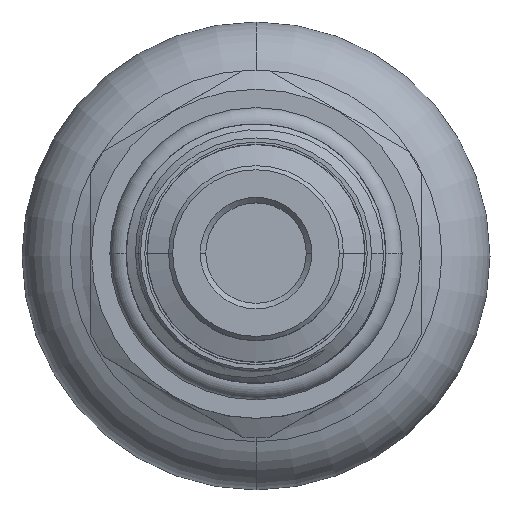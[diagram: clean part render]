
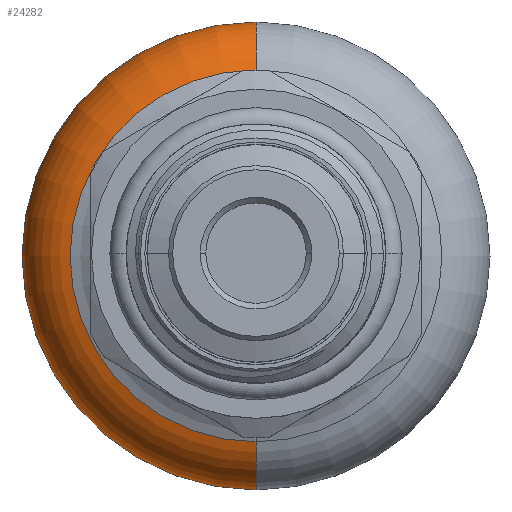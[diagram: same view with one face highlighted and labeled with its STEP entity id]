
A CAD part, top view. The second image highlights one B-rep face of the part: STEP entity #24282.
In plain terms, the highlighted toroidal (fillet/blend) face has major radius 12 mm and minor radius 5 mm.
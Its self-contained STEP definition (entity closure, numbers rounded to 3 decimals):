
#439 = EDGE_LOOP ( 'NONE', ( #1432, #1433, #1434, #1435 ) ) ;
#1432 = ORIENTED_EDGE ( 'NONE', *, *, #23462, .F. ) ;
#1433 = ORIENTED_EDGE ( 'NONE', *, *, #9818, .T. ) ;
#1434 = ORIENTED_EDGE ( 'NONE', *, *, #23456, .T. ) ;
#1435 = ORIENTED_EDGE ( 'NONE', *, *, #23505, .F. ) ;
#6938 = CARTESIAN_POINT ( 'NONE',  ( 0., 0., -80.515 ) ) ;
#6939 = DIRECTION ( 'NONE',  ( 0., 0., 1. ) ) ;
#6940 = DIRECTION ( 'NONE',  ( 0., -1., 0. ) ) ;
#8262 = CARTESIAN_POINT ( 'NONE',  ( 0., -12., -76.209 ) ) ;
#8263 = DIRECTION ( 'NONE',  ( -1., 0., 0. ) ) ;
#8264 = DIRECTION ( 'NONE',  ( 0., 0., 1. ) ) ;
#8293 = CARTESIAN_POINT ( 'NONE',  ( 0., 12., -76.209 ) ) ;
#8294 = DIRECTION ( 'NONE',  ( 1., 0., 0. ) ) ;
#8295 = DIRECTION ( 'NONE',  ( 0., 0., -1. ) ) ;
#8474 = CARTESIAN_POINT ( 'NONE',  ( 0., 0., -71.439 ) ) ;
#8475 = DIRECTION ( 'NONE',  ( 0., 0., 1. ) ) ;
#8476 = DIRECTION ( 'NONE',  ( 0., -1., 0. ) ) ;
#9818 = EDGE_CURVE ( 'NONE', #24126, #24114, #20204, .T. ) ;
#10130 = AXIS2_PLACEMENT_3D ( 'NONE', #6938, #6939, #6940 ) ;
#10238 = AXIS2_PLACEMENT_3D ( 'NONE', #8262, #8263, #8264 ) ;
#10246 = AXIS2_PLACEMENT_3D ( 'NONE', #8293, #8294, #8295 ) ;
#10294 = AXIS2_PLACEMENT_3D ( 'NONE', #8474, #8475, #8476 ) ;
#10930 = AXIS2_PLACEMENT_3D ( 'NONE', #16925, #16923, #16928 ) ;
#10981 = FACE_OUTER_BOUND ( 'NONE', #439, .T. ) ;
#10986 = TOROIDAL_SURFACE ( 'NONE', #10930, 12., 5. ) ;
#11854 = CARTESIAN_POINT ( 'NONE',  ( 0., -13.5, -71.439 ) ) ;
#12098 = CARTESIAN_POINT ( 'NONE',  ( 0., -14.541, -80.515 ) ) ;
#12110 = CARTESIAN_POINT ( 'NONE',  ( 0., 14.541, -80.515 ) ) ;
#16923 = DIRECTION ( 'NONE',  ( 0., 0., 1. ) ) ;
#16925 = CARTESIAN_POINT ( 'NONE',  ( 0., 0., -76.209 ) ) ;
#16928 = DIRECTION ( 'NONE',  ( 0., -1., 0. ) ) ;
#20204 = CIRCLE ( 'NONE', #10130, 14.541 ) ;
#20361 = CIRCLE ( 'NONE', #10238, 5. ) ;
#20366 = CIRCLE ( 'NONE', #10246, 5. ) ;
#20413 = CIRCLE ( 'NONE', #10294, 13.5 ) ;
#23046 = CARTESIAN_POINT ( 'NONE',  ( 0., 13.5, -71.439 ) ) ;
#23456 = EDGE_CURVE ( 'NONE', #24114, #23869, #20361, .T. ) ;
#23462 = EDGE_CURVE ( 'NONE', #24126, #24588, #20366, .T. ) ;
#23505 = EDGE_CURVE ( 'NONE', #24588, #23869, #20413, .T. ) ;
#23869 = VERTEX_POINT ( 'NONE', #11854 ) ;
#24114 = VERTEX_POINT ( 'NONE', #12098 ) ;
#24126 = VERTEX_POINT ( 'NONE', #12110 ) ;
#24282 = ADVANCED_FACE ( 'NONE', ( #10981 ), #10986, .T. ) ;
#24588 = VERTEX_POINT ( 'NONE', #23046 ) ;
